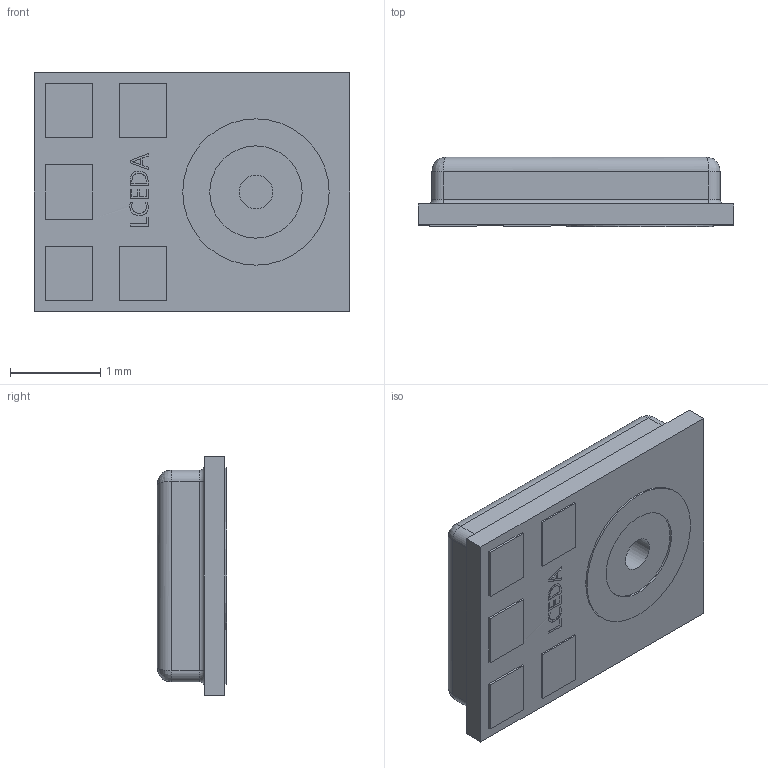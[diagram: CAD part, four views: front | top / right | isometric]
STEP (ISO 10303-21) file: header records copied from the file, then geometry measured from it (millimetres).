
FILE_DESCRIPTION(/* description */ ('STEP AP242','CAx-IF Rec.Pracs.---Representation and Presentation of Product Manufacturing Information (PMI)---4.0---2014-10-13','CAx-IF Rec.Pracs.---3D Tessellated Geometry---0.4---2014-09-14','2;1'),/* implementation_level */ '2;1');
FILE_NAME(/* name */ '68188beb7a72b74c7088c055',/* time_stamp */ '2025-05-05T09:59:08Z',/* author */ (''),/* organization */ (''),/* preprocessor_version */ 'ST-DEVELOPER v20',/* originating_system */ 'ONSHAPE BY PTC INC, 1.197',/* authorisation */ ' ');
FILE_SCHEMA (('AP242_MANAGED_MODEL_BASED_3D_ENGINEERING_MIM_LF { 1 0 10303 442 1 1 4 }'));
Length unit declared in the file: metre
Products named in the file (1): MIC-SMD_6P-L3.5-W2.7-P0.90-BL~MIC-SMD_6P-L3.5-W2.7-P0.90-BL~tETF
Bounding box: 3.5 x 0.77 x 2.65 mm (x, y, z)
Volume: 6 mm3; surface area: 27 mm2
Topology: 1 solids, 1 shells, 123 faces, 296 edges, 188 vertices
Faces by surface type: plane 85, bspline 17, cylinder 16, torus 4, sphere 1
Full cylindrical faces by diameter (mm): 0.2 x1, 0.375 x1, 1.025 x1, 1.625 x1
Entity records: 5051 total; most frequent: CARTESIAN_POINT 1443, ORIENTED_EDGE 572, DIRECTION 496, EDGE_CURVE 286, LINE 222, VECTOR 222, VERTEX_POINT 186, EDGE_LOOP 144
